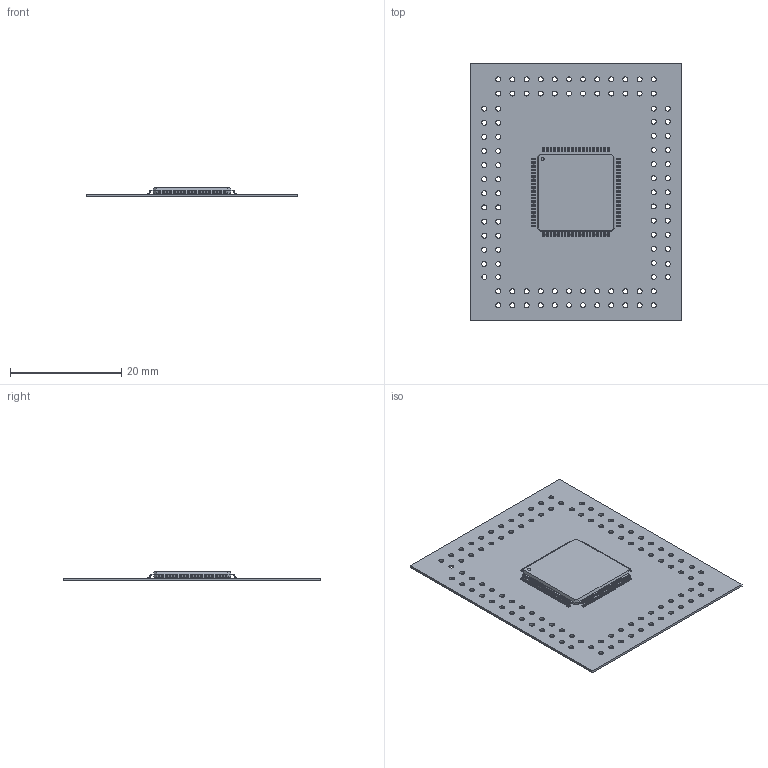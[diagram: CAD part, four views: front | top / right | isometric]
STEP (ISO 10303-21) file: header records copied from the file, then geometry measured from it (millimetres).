
FILE_DESCRIPTION(('Open CASCADE Model'),'2;1');
FILE_NAME('Open CASCADE Shape Model','2024-12-21T23:01:02',('Author'),( 'Open CASCADE'),'Open CASCADE STEP processor 6.8','Open CASCADE 6.8' ,'Unknown');
FILE_SCHEMA(('AUTOMOTIVE_DESIGN { 1 0 10303 214 1 1 1 1 }'));
Length unit declared in the file: millimetre
Products named in the file (5): PCB; Board; Open CASCADE STEP translator 6.8 1.1.1; DD1; EPM3128ATC10010N
Assembly tree (4 placements, depth 3):
  PCB
    Board
      Open CASCADE STEP translator 6.8 1.1.1
    DD1
      EPM3128ATC10010N
Bounding box: 38.1 x 46.35 x 1.68 mm (x, y, z)
Volume: 919.4 mm3; surface area: 4134.4 mm2
Topology: 103 solids, 103 shells, 1539 faces, 3980 edges, 2648 vertices
Faces by surface type: plane 1035, cylinder 504
Full cylindrical faces by diameter (mm): 0.9 x100
Entity records: 47903 total; most frequent: CARTESIAN_POINT 8172, DIRECTION 8076, ORIENTED_EDGE 7960, EDGE_CURVE 3980, LINE 2972, VECTOR 2972, VERTEX_POINT 2648, AXIS2_PLACEMENT_3D 2552
